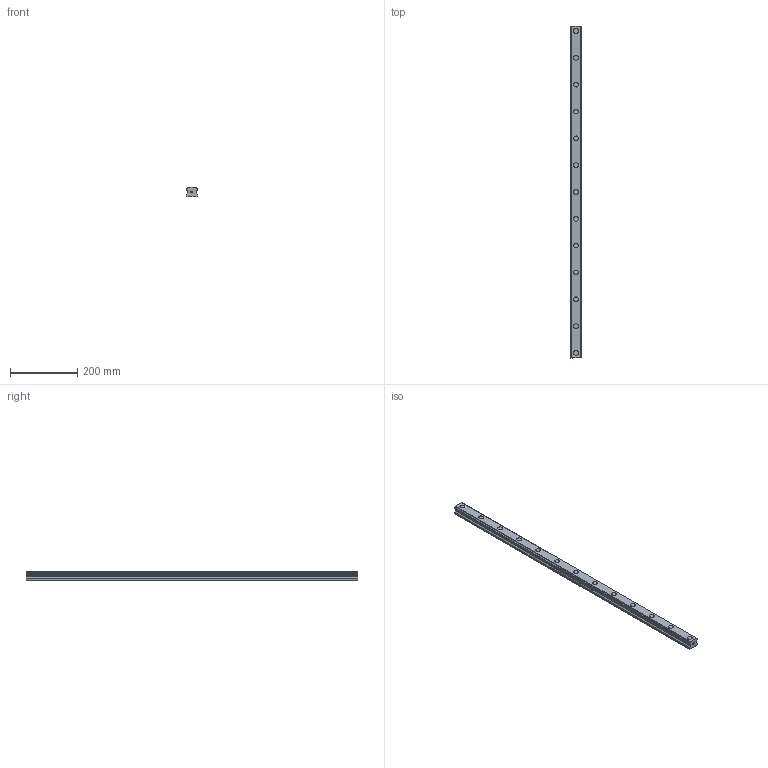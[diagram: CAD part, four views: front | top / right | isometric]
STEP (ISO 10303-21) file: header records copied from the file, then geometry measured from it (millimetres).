
FILE_DESCRIPTION(('STEP AP214'),'1');
FILE_NAME('cctmp_717833A6-72BE-4231-AEA6-3071E959A75F_2021_02_12_14_02_07_0533..stp','2021-02-12T13:02:07',('HIWIN GmbH'),('CADClick - www.CADClick.com'),'Spatial InterOp 3D',' ','unknown authorization');
FILE_SCHEMA(('AUTOMOTIVE_DESIGN'));
Length unit declared in the file: millimetre
Products named in the file (1): EGR35R990C_FILE
Bounding box: 34 x 990 x 27.5 mm (x, y, z)
Volume: 777889.1 mm3; surface area: 140519.6 mm2
Topology: 1 solids, 1 shells, 224 faces, 537 edges, 358 vertices
Faces by surface type: plane 128, cylinder 96
Entity records: 8369 total; most frequent: DIRECTION 1179, CARTESIAN_POINT 1120, ORIENTED_EDGE 1074, EDGE_CURVE 537, AXIS2_PLACEMENT_3D 417, VERTEX_POINT 358, LINE 345, VECTOR 345
